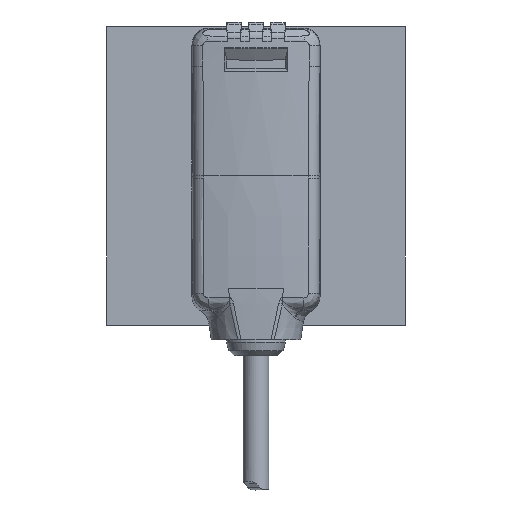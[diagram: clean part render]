
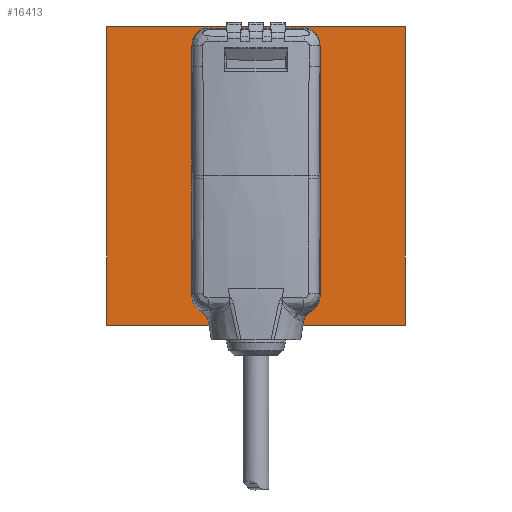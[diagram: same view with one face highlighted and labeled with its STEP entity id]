
A CAD part, top view. The second image highlights one B-rep face of the part: STEP entity #16413.
In plain terms, the highlighted planar face has unit normal (0, -0.026, -1).
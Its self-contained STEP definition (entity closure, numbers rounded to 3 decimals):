
#16362=DIRECTION('',(0.,1.,-0.026));
#16363=VECTOR('',#16362,35.012);
#16364=CARTESIAN_POINT('',(17.5,-12.665,-19.8));
#16365=LINE('',#16364,#16363);
#16369=DIRECTION('',(-1.,0.,0.));
#16370=VECTOR('',#16369,35.);
#16371=CARTESIAN_POINT('',(17.5,22.335,-20.717));
#16372=LINE('',#16371,#16370);
#16376=DIRECTION('',(0.,-1.,0.026));
#16377=VECTOR('',#16376,35.012);
#16378=CARTESIAN_POINT('',(-17.5,22.335,-20.717));
#16379=LINE('',#16378,#16377);
#16383=DIRECTION('',(1.,0.,0.));
#16384=VECTOR('',#16383,35.);
#16385=CARTESIAN_POINT('',(-17.5,-12.665,-19.8));
#16386=LINE('',#16385,#16384);
#16390=CARTESIAN_POINT('',(17.5,-12.665,-19.8));
#16391=CARTESIAN_POINT('',(17.5,22.335,-20.717));
#16392=VERTEX_POINT('',#16390);
#16393=VERTEX_POINT('',#16391);
#16394=CARTESIAN_POINT('',(-17.5,22.335,-20.717));
#16395=VERTEX_POINT('',#16394);
#16396=CARTESIAN_POINT('',(-17.5,-12.665,-19.8));
#16397=VERTEX_POINT('',#16396);
#16398=CARTESIAN_POINT('',(0.,4.835,-20.258));
#16399=DIRECTION('',(0.,0.026,1.));
#16400=DIRECTION('',(0.,-1.,0.026));
#16401=AXIS2_PLACEMENT_3D('',#16398,#16399,#16400);
#16402=PLANE('',#16401);
#16404=ORIENTED_EDGE('',*,*,#16403,.T.);
#16406=ORIENTED_EDGE('',*,*,#16405,.T.);
#16408=ORIENTED_EDGE('',*,*,#16407,.T.);
#16410=ORIENTED_EDGE('',*,*,#16409,.T.);
#16411=EDGE_LOOP('',(#16404,#16406,#16408,#16410));
#16412=FACE_OUTER_BOUND('',#16411,.F.);
#16413=ADVANCED_FACE('',(#16412),#16402,.F.);
#16403=EDGE_CURVE('',#16392,#16393,#16365,.T.);
#16405=EDGE_CURVE('',#16393,#16395,#16372,.T.);
#16407=EDGE_CURVE('',#16395,#16397,#16379,.T.);
#16409=EDGE_CURVE('',#16397,#16392,#16386,.T.);
